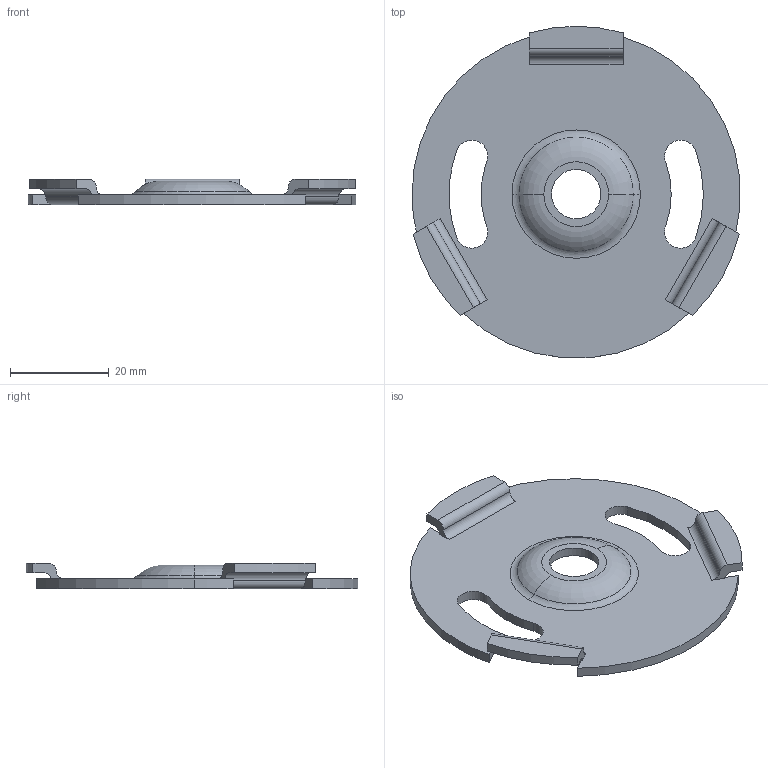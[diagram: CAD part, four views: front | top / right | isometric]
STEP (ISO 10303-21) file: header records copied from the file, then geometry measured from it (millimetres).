
FILE_DESCRIPTION (( 'STEP AP203' ), '1' );
FILE_NAME ('50500-240-P-LL.STEP', '2020-09-22T13:38:53', ( '' ), ( '' ), 'SwSTEP 2.0', 'SolidWorks 2018', '' );
FILE_SCHEMA (( 'CONFIG_CONTROL_DESIGN' ));
Length unit declared in the file: millimetre
Products named in the file (2): 50500-240-P-LL
Bounding box: 66.41 x 67.13 x 5.2 mm (x, y, z)
Volume: 6873.4 mm3; surface area: 7481.8 mm2
Topology: 1 solids, 1 shells, 324 faces, 865 edges, 576 vertices
Faces by surface type: plane 173, bspline 112, cylinder 33, torus 6
Entity records: 17024 total; most frequent: CARTESIAN_POINT 9447, ORIENTED_EDGE 1730, DIRECTION 1157, EDGE_CURVE 865, VERTEX_POINT 576, LINE 553, VECTOR 553, EDGE_LOOP 363
